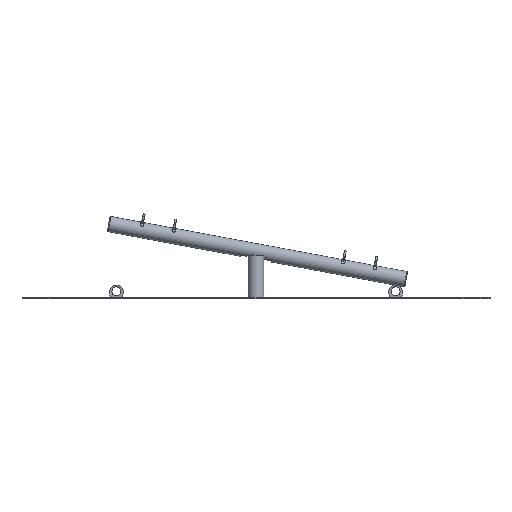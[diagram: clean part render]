
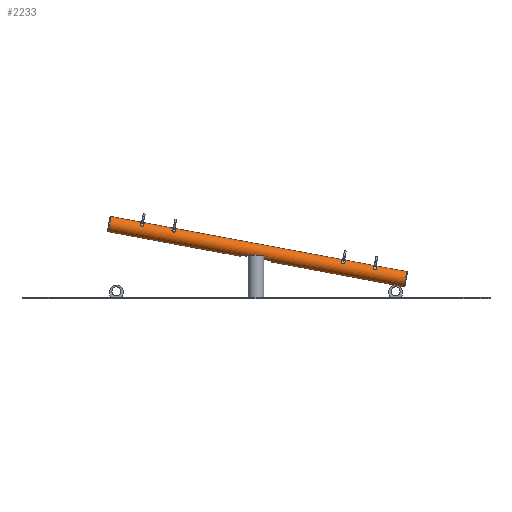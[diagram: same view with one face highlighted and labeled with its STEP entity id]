
A CAD part, left-side view. The second image highlights one B-rep face of the part: STEP entity #2233.
In plain terms, the highlighted cylindrical face has radius 90 mm (diameter 180 mm), a full revolution.
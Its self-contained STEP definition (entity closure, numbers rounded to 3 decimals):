
#2233=ADVANCED_FACE('',(#3646,#3648,#3650),#3652,.T.);
#3646=FACE_OUTER_BOUND('',#3647,.T.);
#3647=EDGE_LOOP('',(#4731));
#3648=FACE_OUTER_BOUND('',#3649,.T.);
#3649=EDGE_LOOP('',(#4732));
#3650=FACE_BOUND('',#3651,.T.);
#3651=EDGE_LOOP('',(#4733,#4734,#4735,#4736));
#3652=CYLINDRICAL_SURFACE('',#3653,90.);
#3653=AXIS2_PLACEMENT_3D('',#3654,#3655,#3656);
#3654=CARTESIAN_POINT('',(0.,1767.5,15.));
#3655=DIRECTION('',(0.,-1.,0.));
#3656=DIRECTION('',(1.,0.,0.));
#4731=ORIENTED_EDGE('',*,*,#5240,.T.);
#4732=ORIENTED_EDGE('',*,*,#5241,.F.);
#4733=ORIENTED_EDGE('',*,*,#5242,.T.);
#4734=ORIENTED_EDGE('',*,*,#5243,.T.);
#4735=ORIENTED_EDGE('',*,*,#5244,.T.);
#4736=ORIENTED_EDGE('',*,*,#5245,.T.);
#5240=EDGE_CURVE('',#5887,#5887,#5888,.T.);
#5241=EDGE_CURVE('',#5889,#5889,#5890,.T.);
#5242=EDGE_CURVE('',#5891,#5892,#5893,.F.);
#5243=EDGE_CURVE('',#5892,#5894,#5895,.T.);
#5244=EDGE_CURVE('',#5894,#5896,#5897,.T.);
#5245=EDGE_CURVE('',#5896,#5891,#5898,.F.);
#5887=VERTEX_POINT('',#7376);
#5888=CIRCLE('',#7377,90.);
#5889=VERTEX_POINT('',#7381);
#5890=CIRCLE('',#7382,90.);
#5891=VERTEX_POINT('',#7386);
#5892=VERTEX_POINT('',#7387);
#5893=(BOUNDED_CURVE()B_SPLINE_CURVE(3,
(#7388,#7389,#7390,#7391),
.UNSPECIFIED.,.F.,.F.)B_SPLINE_CURVE_WITH_KNOTS((4,4),
(0.,1.),
.UNSPECIFIED.)CURVE()GEOMETRIC_REPRESENTATION_ITEM()RATIONAL_B_SPLINE_CURVE((1.,
0.852,0.852,1.))REPRESENTATION_ITEM(''));
#5894=VERTEX_POINT('',#7392);
#5895=LINE('',#7393,#7394);
#5896=VERTEX_POINT('',#7396);
#5897=(BOUNDED_CURVE()B_SPLINE_CURVE(3,
(#7397,#7398,#7399,#7400),
.UNSPECIFIED.,.F.,.F.)B_SPLINE_CURVE_WITH_KNOTS((4,4),
(0.,1.),
.UNSPECIFIED.)CURVE()GEOMETRIC_REPRESENTATION_ITEM()RATIONAL_B_SPLINE_CURVE((1.,
0.852,0.852,1.))REPRESENTATION_ITEM(''));
#5898=LINE('',#7401,#7402);
#7376=CARTESIAN_POINT('',(90.,1757.5,15.));
#7377=AXIS2_PLACEMENT_3D('',#7378,#7379,#7380);
#7378=CARTESIAN_POINT('',(0.,1757.5,15.));
#7379=DIRECTION('',(0.,-1.,0.));
#7380=DIRECTION('',(1.,0.,0.));
#7381=CARTESIAN_POINT('',(90.,-1757.5,15.));
#7382=AXIS2_PLACEMENT_3D('',#7383,#7384,#7385);
#7383=CARTESIAN_POINT('',(0.,-1757.5,15.));
#7384=DIRECTION('',(0.,-1.,0.));
#7385=DIRECTION('',(1.,0.,0.));
#7386=CARTESIAN_POINT('',(56.569,170.,-55.));
#7387=CARTESIAN_POINT('',(-56.569,170.,-55.));
#7388=CARTESIAN_POINT('',(-56.569,170.,-55.));
#7389=CARTESIAN_POINT('',(-22.136,197.826,-82.826));
#7390=CARTESIAN_POINT('',(22.136,197.826,-82.826));
#7391=CARTESIAN_POINT('',(56.569,170.,-55.));
#7392=CARTESIAN_POINT('',(-56.569,-170.,-55.));
#7393=CARTESIAN_POINT('',(-56.569,170.,-55.));
#7394=VECTOR('',#7395,1.);
#7395=DIRECTION('',(0.,-1.,0.));
#7396=CARTESIAN_POINT('',(56.569,-170.,-55.));
#7397=CARTESIAN_POINT('',(-56.569,-170.,-55.));
#7398=CARTESIAN_POINT('',(-22.136,-197.826,-82.826));
#7399=CARTESIAN_POINT('',(22.136,-197.826,-82.826));
#7400=CARTESIAN_POINT('',(56.569,-170.,-55.));
#7401=CARTESIAN_POINT('',(56.569,170.,-55.));
#7402=VECTOR('',#7403,1.);
#7403=DIRECTION('',(0.,-1.,0.));
